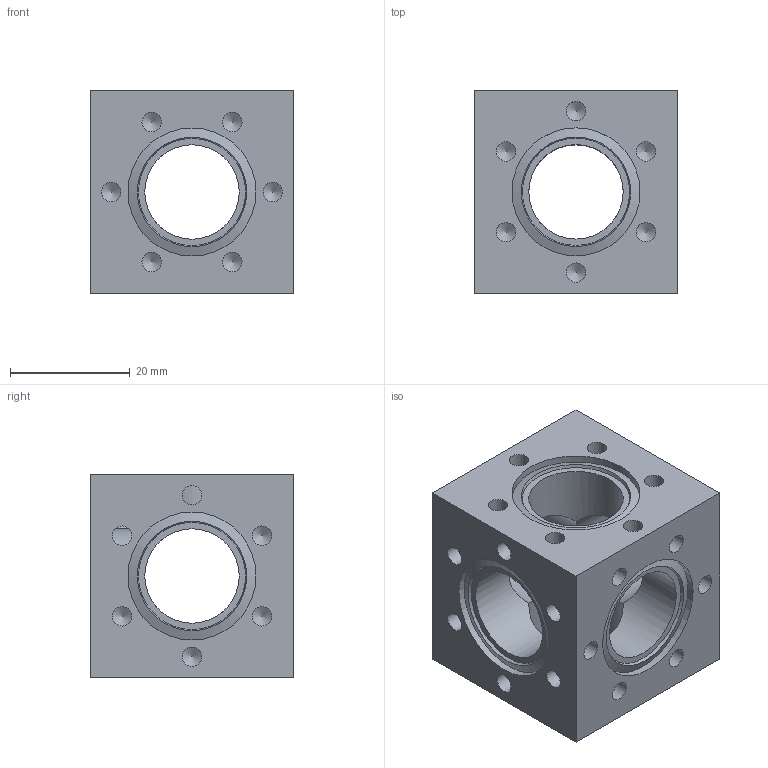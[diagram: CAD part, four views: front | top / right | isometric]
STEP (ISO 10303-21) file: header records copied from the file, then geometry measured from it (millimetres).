
FILE_DESCRIPTION(/* description */ (''),/* implementation_level */ '2;1');
FILE_NAME(/* name */ 'FL-CUBE16CF.stp',/* time_stamp */ '2018-05-18T11:51:39+01:00',/* author */ ('paul'),/* organization */ (''),/* preprocessor_version */ 'ST-DEVELOPER v17',/* originating_system */ 'Autodesk Inventor 2018',/* authorisation */ '');
FILE_SCHEMA (('AUTOMOTIVE_DESIGN { 1 0 10303 214 3 1 1 }'));
Length unit declared in the file: millimetre
Products named in the file (1): FL-CUBE40CF
Bounding box: 34 x 34 x 34 mm (x, y, z)
Volume: 21999.8 mm3; surface area: 11257.4 mm2
Topology: 1 solids, 1 shells, 108 faces, 359 edges, 255 vertices
Faces by surface type: cone 48, cylinder 48, plane 12
Full cylindrical faces by diameter (mm): 3.242 x36, 15.8 x6, 21.4 x6
Entity records: 3993 total; most frequent: DIRECTION 756, CARTESIAN_POINT 687, ORIENTED_EDGE 646, AXIS2_PLACEMENT_3D 324, EDGE_CURVE 323, VERTEX_POINT 255, CIRCLE 198, EDGE_LOOP 156
